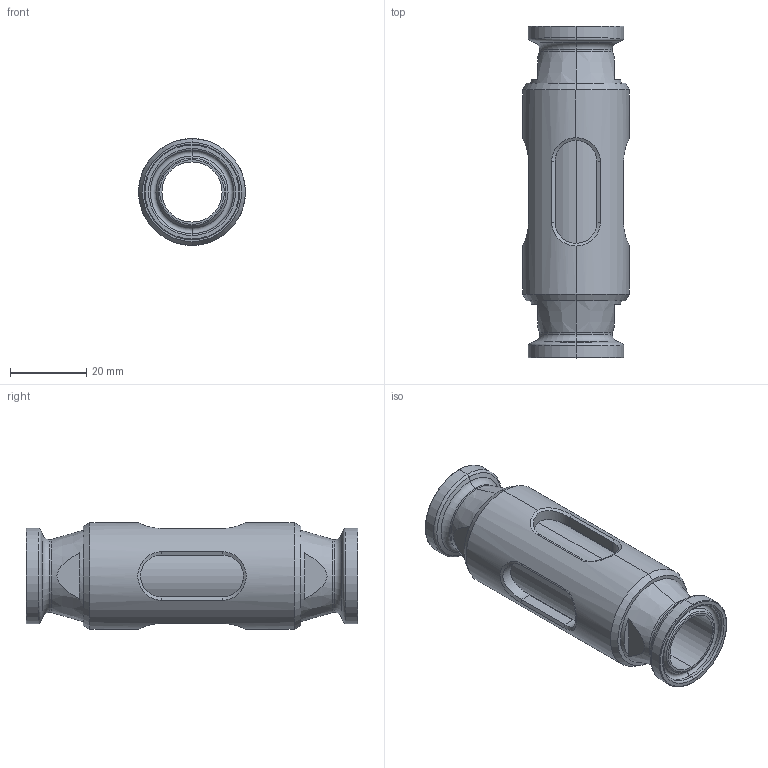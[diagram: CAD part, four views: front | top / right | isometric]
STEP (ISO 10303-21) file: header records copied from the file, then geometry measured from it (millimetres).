
FILE_DESCRIPTION (( 'STEP AP214' ), '1' );
FILE_NAME ('SG.SV.075.STEP', '2020-03-30T10:38:23', ( '' ), ( '' ), 'SwSTEP 2.0', 'SolidWorks 2019', '' );
FILE_SCHEMA (( 'AUTOMOTIVE_DESIGN' ));
Length unit declared in the file: millimetre
Products named in the file (1): SG.SV.075
Bounding box: 28 x 87 x 28 mm (x, y, z)
Volume: 23825.5 mm3; surface area: 21344.9 mm2
Topology: 4 solids, 4 shells, 138 faces, 300 edges, 176 vertices
Faces by surface type: cylinder 40, plane 38, torus 28, cone 24, bspline 8
Entity records: 5605 total; most frequent: CARTESIAN_POINT 2369, DIRECTION 654, ORIENTED_EDGE 600, EDGE_CURVE 300, AXIS2_PLACEMENT_3D 275, VERTEX_POINT 176, EDGE_LOOP 160, CIRCLE 144
